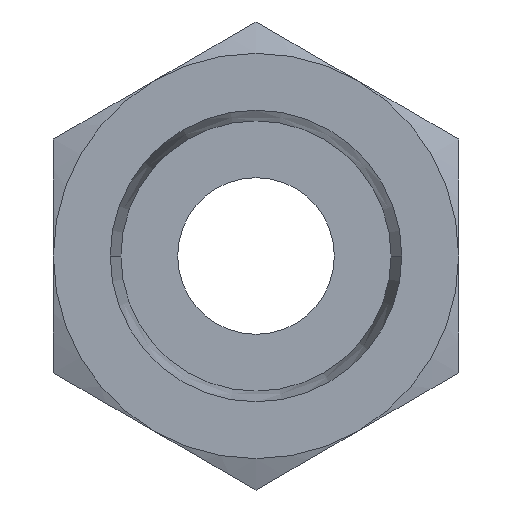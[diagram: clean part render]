
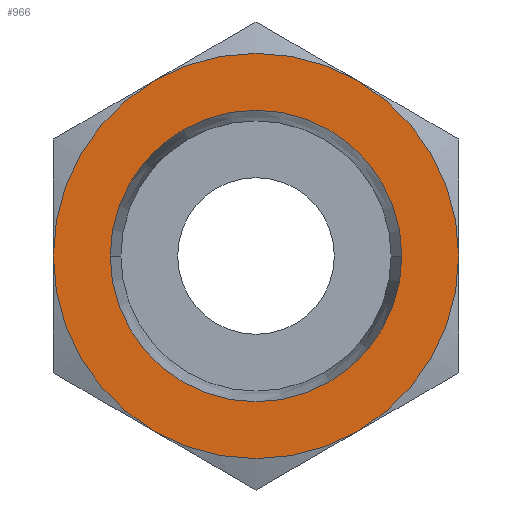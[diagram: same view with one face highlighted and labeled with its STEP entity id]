
A CAD part, front view. The second image highlights one B-rep face of the part: STEP entity #966.
In plain terms, the highlighted planar face has unit normal (0, -1, 0).
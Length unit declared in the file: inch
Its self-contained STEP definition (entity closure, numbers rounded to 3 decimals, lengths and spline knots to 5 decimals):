
#115=CARTESIAN_POINT('',(0.,0.,0.));
#116=DIRECTION('',(0.,-1.,0.));
#117=DIRECTION('',(1.,0.,0.));
#118=AXIS2_PLACEMENT_3D('',#115,#116,#117);
#124=CARTESIAN_POINT('',(0.,0.,0.));
#125=DIRECTION('',(0.,-1.,0.));
#126=DIRECTION('',(0.5,0.,-0.866));
#127=AXIS2_PLACEMENT_3D('',#124,#125,#126);
#132=CARTESIAN_POINT('',(0.,0.,0.));
#133=DIRECTION('',(0.,-1.,0.));
#134=DIRECTION('',(-1.,0.,0.));
#135=AXIS2_PLACEMENT_3D('',#132,#133,#134);
#140=CARTESIAN_POINT('',(0.,0.,0.));
#141=DIRECTION('',(0.,-1.,0.));
#142=DIRECTION('',(-0.5,0.,0.866));
#143=AXIS2_PLACEMENT_3D('',#140,#141,#142);
#148=CARTESIAN_POINT('',(0.,0.,0.));
#149=DIRECTION('',(0.,1.,0.));
#150=DIRECTION('',(-1.,0.,0.));
#151=AXIS2_PLACEMENT_3D('',#148,#149,#150);
#164=CARTESIAN_POINT('',(0.,0.,0.));
#165=DIRECTION('',(0.,1.,0.));
#166=DIRECTION('',(1.,0.,0.));
#167=AXIS2_PLACEMENT_3D('',#164,#165,#166);
#539=CARTESIAN_POINT('',(0.,0.,0.));
#540=DIRECTION('',(0.,-1.,0.));
#541=DIRECTION('',(0.5,0.,0.866));
#542=AXIS2_PLACEMENT_3D('',#539,#540,#541);
#600=CARTESIAN_POINT('',(0.,0.,0.));
#601=DIRECTION('',(0.,-1.,0.));
#602=DIRECTION('',(-0.5,0.,-0.866));
#603=AXIS2_PLACEMENT_3D('',#600,#601,#602);
#907=CARTESIAN_POINT('',(-0.1875,0.,0.32476));
#908=CARTESIAN_POINT('',(-0.375,0.,0.));
#909=VERTEX_POINT('',#907);
#910=VERTEX_POINT('',#908);
#911=CARTESIAN_POINT('',(-0.1875,0.,-0.32476));
#912=VERTEX_POINT('',#911);
#913=CARTESIAN_POINT('',(0.1875,0.,-0.32476));
#914=CARTESIAN_POINT('',(0.375,0.,0.));
#915=VERTEX_POINT('',#913);
#916=VERTEX_POINT('',#914);
#917=CARTESIAN_POINT('',(0.1875,0.,0.32476));
#918=VERTEX_POINT('',#917);
#933=CARTESIAN_POINT('',(-0.26977,0.,0.));
#934=CARTESIAN_POINT('',(0.26977,0.,0.));
#935=VERTEX_POINT('',#933);
#936=VERTEX_POINT('',#934);
#941=CARTESIAN_POINT('',(0.,0.,0.));
#942=DIRECTION('',(0.,1.,0.));
#943=DIRECTION('',(0.,0.,-1.));
#944=AXIS2_PLACEMENT_3D('',#941,#942,#943);
#945=PLANE('',#944);
#947=ORIENTED_EDGE('',*,*,#946,.F.);
#949=ORIENTED_EDGE('',*,*,#948,.F.);
#951=ORIENTED_EDGE('',*,*,#950,.F.);
#953=ORIENTED_EDGE('',*,*,#952,.F.);
#955=ORIENTED_EDGE('',*,*,#954,.F.);
#957=ORIENTED_EDGE('',*,*,#956,.F.);
#958=EDGE_LOOP('',(#947,#949,#951,#953,#955,#957));
#959=FACE_OUTER_BOUND('',#958,.F.);
#961=ORIENTED_EDGE('',*,*,#960,.F.);
#963=ORIENTED_EDGE('',*,*,#962,.F.);
#964=EDGE_LOOP('',(#961,#963));
#965=FACE_BOUND('',#964,.F.);
#966=ADVANCED_FACE('',(#959,#965),#945,.F.);
#119=CIRCLE('',#118,0.375);
#128=CIRCLE('',#127,0.375);
#136=CIRCLE('',#135,0.375);
#144=CIRCLE('',#143,0.375);
#152=CIRCLE('',#151,0.26977);
#168=CIRCLE('',#167,0.26977);
#543=CIRCLE('',#542,0.375);
#604=CIRCLE('',#603,0.375);
#946=EDGE_CURVE('',#918,#909,#543,.T.);
#948=EDGE_CURVE('',#916,#918,#119,.T.);
#950=EDGE_CURVE('',#915,#916,#128,.T.);
#952=EDGE_CURVE('',#912,#915,#604,.T.);
#954=EDGE_CURVE('',#910,#912,#136,.T.);
#956=EDGE_CURVE('',#909,#910,#144,.T.);
#960=EDGE_CURVE('',#935,#936,#152,.T.);
#962=EDGE_CURVE('',#936,#935,#168,.T.);
